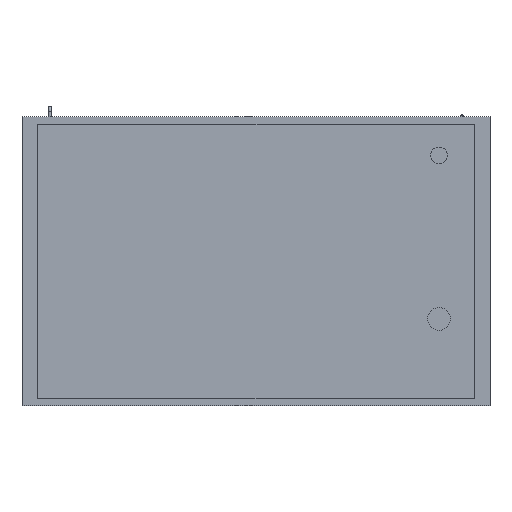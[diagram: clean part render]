
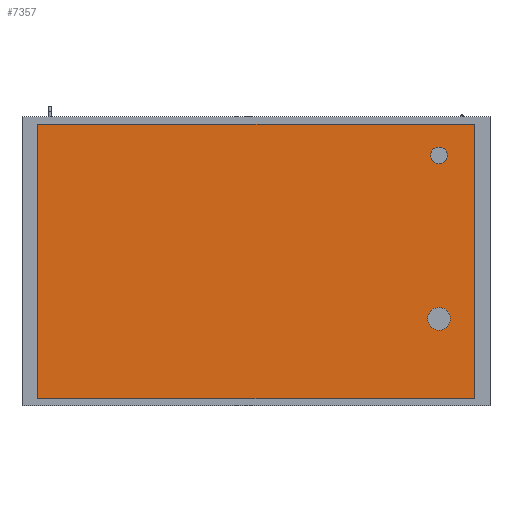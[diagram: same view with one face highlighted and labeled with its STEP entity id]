
A CAD part, front view. The second image highlights one B-rep face of the part: STEP entity #7357.
In plain terms, the highlighted planar face has unit normal (0, -1, 0).
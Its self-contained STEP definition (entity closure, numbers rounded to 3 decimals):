
#110=FACE_BOUND('',#946,.T.);
#111=FACE_BOUND('',#947,.T.);
#131=PLANE('',#7877);
#497=FACE_OUTER_BOUND('',#945,.T.);
#945=EDGE_LOOP('',(#5186,#5187,#5188,#5189));
#946=EDGE_LOOP('',(#5190,#5191));
#947=EDGE_LOOP('',(#5192,#5193));
#1401=LINE('',#10690,#2284);
#1405=LINE('',#10698,#2288);
#1408=LINE('',#10704,#2291);
#1411=LINE('',#10709,#2294);
#2284=VECTOR('',#8540,10.);
#2288=VECTOR('',#8546,10.);
#2291=VECTOR('',#8551,10.);
#2294=VECTOR('',#8556,10.);
#3155=CIRCLE('',#7858,20.);
#3156=CIRCLE('',#7859,20.);
#3159=CIRCLE('',#7864,27.5);
#3160=CIRCLE('',#7865,27.5);
#3341=VERTEX_POINT('',#10645);
#3342=VERTEX_POINT('',#10647);
#3345=VERTEX_POINT('',#10656);
#3346=VERTEX_POINT('',#10658);
#3355=VERTEX_POINT('',#10688);
#3356=VERTEX_POINT('',#10689);
#3359=VERTEX_POINT('',#10697);
#3361=VERTEX_POINT('',#10703);
#4060=EDGE_CURVE('',#3342,#3341,#3155,.T.);
#4061=EDGE_CURVE('',#3341,#3342,#3156,.T.);
#4065=EDGE_CURVE('',#3346,#3345,#3159,.T.);
#4066=EDGE_CURVE('',#3345,#3346,#3160,.T.);
#4079=EDGE_CURVE('',#3355,#3356,#1401,.T.);
#4083=EDGE_CURVE('',#3359,#3355,#1405,.T.);
#4086=EDGE_CURVE('',#3361,#3359,#1408,.T.);
#4089=EDGE_CURVE('',#3356,#3361,#1411,.T.);
#5186=ORIENTED_EDGE('',*,*,#4089,.F.);
#5187=ORIENTED_EDGE('',*,*,#4079,.F.);
#5188=ORIENTED_EDGE('',*,*,#4083,.F.);
#5189=ORIENTED_EDGE('',*,*,#4086,.F.);
#5190=ORIENTED_EDGE('',*,*,#4060,.T.);
#5191=ORIENTED_EDGE('',*,*,#4061,.T.);
#5192=ORIENTED_EDGE('',*,*,#4065,.T.);
#5193=ORIENTED_EDGE('',*,*,#4066,.T.);
#7357=ADVANCED_FACE('',(#497,#110,#111),#131,.F.);
#7858=AXIS2_PLACEMENT_3D('',#10648,#8497,#8498);
#7859=AXIS2_PLACEMENT_3D('',#10649,#8499,#8500);
#7864=AXIS2_PLACEMENT_3D('',#10659,#8510,#8511);
#7865=AXIS2_PLACEMENT_3D('',#10660,#8512,#8513);
#7877=AXIS2_PLACEMENT_3D('',#10712,#8560,#8561);
#8497=DIRECTION('center_axis',(0.,1.,0.));
#8498=DIRECTION('ref_axis',(1.,0.,0.));
#8499=DIRECTION('center_axis',(0.,1.,0.));
#8500=DIRECTION('ref_axis',(1.,0.,0.));
#8510=DIRECTION('center_axis',(0.,1.,0.));
#8511=DIRECTION('ref_axis',(1.,0.,0.));
#8512=DIRECTION('center_axis',(0.,1.,0.));
#8513=DIRECTION('ref_axis',(1.,0.,0.));
#8540=DIRECTION('',(0.,0.,1.));
#8546=DIRECTION('',(-1.,0.,0.));
#8551=DIRECTION('',(0.,0.,-1.));
#8556=DIRECTION('',(1.,0.,0.));
#8560=DIRECTION('center_axis',(0.,1.,0.));
#8561=DIRECTION('ref_axis',(0.,0.,1.));
#10645=CARTESIAN_POINT('',(420.,0.,255.));
#10647=CARTESIAN_POINT('',(460.,0.,255.));
#10648=CARTESIAN_POINT('Origin',(440.,0.,255.));
#10649=CARTESIAN_POINT('Origin',(440.,0.,255.));
#10656=CARTESIAN_POINT('',(412.5,0.,-138.));
#10658=CARTESIAN_POINT('',(467.5,0.,-138.));
#10659=CARTESIAN_POINT('Origin',(440.,0.,-138.));
#10660=CARTESIAN_POINT('Origin',(440.,0.,-138.));
#10688=CARTESIAN_POINT('',(-525.,0.,-330.));
#10689=CARTESIAN_POINT('',(-525.,0.,330.));
#10690=CARTESIAN_POINT('',(-525.,0.,-330.));
#10697=CARTESIAN_POINT('',(525.,0.,-330.));
#10698=CARTESIAN_POINT('',(525.,0.,-330.));
#10703=CARTESIAN_POINT('',(525.,0.,330.));
#10704=CARTESIAN_POINT('',(525.,0.,330.));
#10709=CARTESIAN_POINT('',(-525.,0.,330.));
#10712=CARTESIAN_POINT('Origin',(0.,0.,0.));
